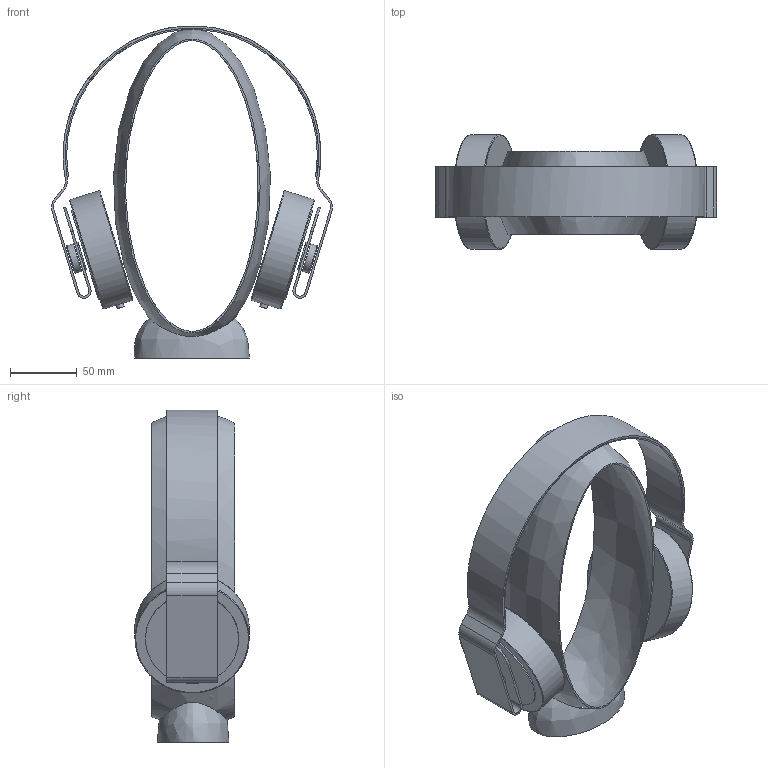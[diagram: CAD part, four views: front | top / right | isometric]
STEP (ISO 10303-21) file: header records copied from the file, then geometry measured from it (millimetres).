
FILE_DESCRIPTION(('FreeCAD Model'),'2;1');
FILE_NAME('Open CASCADE Shape Model','2025-05-03T20:49:26',('FreeCAD'),( 'FreeCAD'),'Open CASCADE STEP processor 7.6','FreeCAD','Unknown');
FILE_SCHEMA(('AUTOMOTIVE_DESIGN { 1 0 10303 214 1 1 1 1 }'));
Length unit declared in the file: millimetre
Products named in the file (1): Open CASCADE STEP translator 7.6 1
Bounding box: 210.12 x 85.66 x 248.22 mm (x, y, z)
Volume: 329609.3 mm3; surface area: 251714.6 mm2
Topology: 18 solids, 18 shells, 182 faces, 376 edges, 250 vertices
Faces by surface type: bspline 182
Entity records: 7082 total; most frequent: CARTESIAN_POINT 4650, ORIENTED_EDGE 752, EDGE_CURVE 376, VERTEX_POINT 250, B_SPLINE_CURVE_WITH_KNOTS 245, FACE_BOUND 234, EDGE_LOOP 234, ADVANCED_FACE 182
